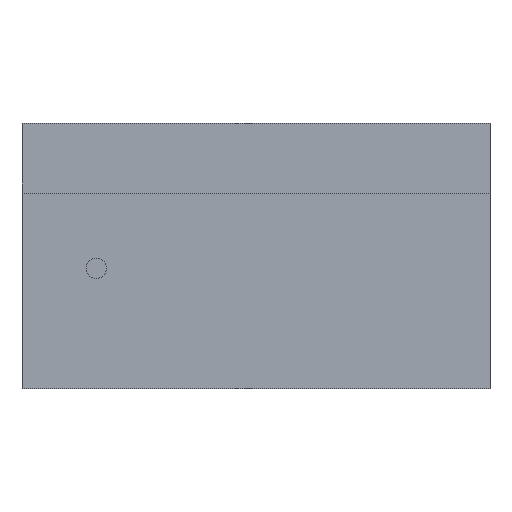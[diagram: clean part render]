
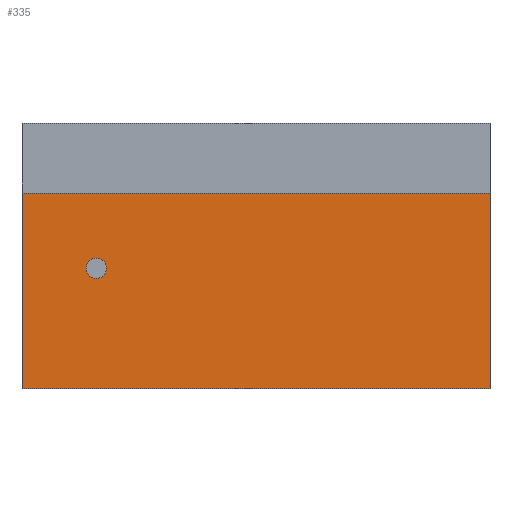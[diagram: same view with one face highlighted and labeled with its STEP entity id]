
A CAD part, left-side view. The second image highlights one B-rep face of the part: STEP entity #335.
In plain terms, the highlighted planar face has unit normal (-1, 0, 0).
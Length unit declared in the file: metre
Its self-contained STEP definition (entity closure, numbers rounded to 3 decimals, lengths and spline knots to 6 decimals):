
#22=LINE('',#528,#64);
#23=LINE('',#531,#65);
#24=LINE('',#533,#66);
#25=LINE('',#535,#67);
#64=VECTOR('',#431,1.);
#65=VECTOR('',#432,1.);
#66=VECTOR('',#433,1.);
#67=VECTOR('',#434,1.);
#101=PLANE('',#384);
#134=ORIENTED_EDGE('',*,*,#220,.F.);
#135=ORIENTED_EDGE('',*,*,#221,.T.);
#136=ORIENTED_EDGE('',*,*,#222,.T.);
#137=ORIENTED_EDGE('',*,*,#223,.F.);
#220=EDGE_CURVE('',#264,#265,#22,.T.);
#221=EDGE_CURVE('',#264,#266,#23,.T.);
#222=EDGE_CURVE('',#266,#267,#24,.T.);
#223=EDGE_CURVE('',#265,#267,#25,.T.);
#264=VERTEX_POINT('',#529);
#265=VERTEX_POINT('',#530);
#266=VERTEX_POINT('',#532);
#267=VERTEX_POINT('',#534);
#289=EDGE_LOOP('',(#134,#135,#136,#137));
#313=FACE_BOUND('',#289,.T.);
#335=ADVANCED_FACE('',(#313),#101,.F.);
#384=AXIS2_PLACEMENT_3D('',#527,#429,#430);
#429=DIRECTION('',(1.,0.,0.));
#430=DIRECTION('',(0.,0.,-1.));
#431=DIRECTION('',(0.,-1.,0.));
#432=DIRECTION('',(0.,0.,-1.));
#433=DIRECTION('',(0.,-1.,0.));
#434=DIRECTION('',(0.,0.,-1.));
#527=CARTESIAN_POINT('',(-0.033955,0.00924,-0.00107));
#528=CARTESIAN_POINT('',(-0.033955,0.00924,-0.00492));
#529=CARTESIAN_POINT('',(-0.033955,0.022135,-0.00492));
#530=CARTESIAN_POINT('',(-0.033955,-0.003655,-0.00492));
#531=CARTESIAN_POINT('',(-0.033955,0.022135,-0.00107));
#532=CARTESIAN_POINT('',(-0.033955,0.022135,-0.0157));
#533=CARTESIAN_POINT('',(-0.033955,0.00924,-0.0157));
#534=CARTESIAN_POINT('',(-0.033955,-0.003655,-0.0157));
#535=CARTESIAN_POINT('',(-0.033955,-0.003655,-0.00107));
